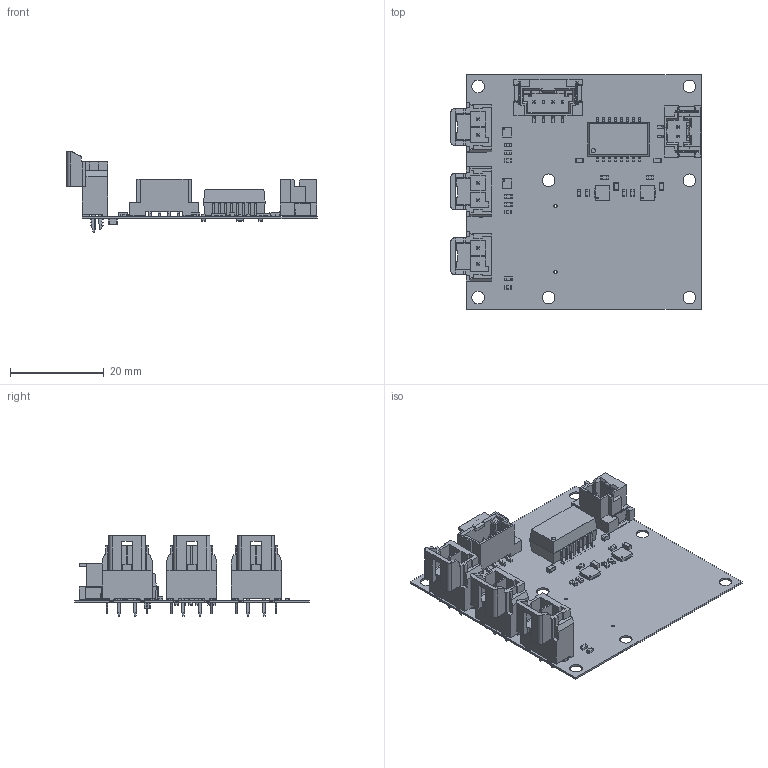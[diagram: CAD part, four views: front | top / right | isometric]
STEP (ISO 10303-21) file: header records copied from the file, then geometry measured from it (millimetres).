
FILE_DESCRIPTION(('Open CASCADE Model'),'2;1');
FILE_NAME('Open CASCADE Shape Model','2017-10-31T23:30:25',('Author'),( 'Open CASCADE'),'Open CASCADE STEP processor 6.8','Open CASCADE 6.8' ,'Unknown');
FILE_SCHEMA(('AUTOMOTIVE_DESIGN { 1 0 10303 214 1 1 1 1 }'));
Length unit declared in the file: millimetre
Products named in the file (122): PCB; Board; R10; 1062933936; Mid_Body; Terminal; Open_CASCADE_STEP_translator_6.8_1.2.1; Mark; XFMR1; 736447968; Open_CASCADE_STEP_translator_6.8_1.1; Body; Leader; R13; 736438368; R12; R11; 736714184; P6; 5600200420; Open CASCADE STEP translator 6.8 1.7.1.1; Open CASCADE STEP translator 6.8 1.7.1.2; U1; 736436960; Open_CASCADE_STEP_translator_6.8_5.1; Open_CASCADE_STEP_translator_6.8_5.2.1; Thermal_Shape; Pin_Shape; Open_CASCADE_STEP_translator_6.8_5.4.1; U2; R5; 736439392; R4; R3; 736439008; R2; R1; R9; R8; R7 ...
Assembly tree (179 placements, depth 5):
  PCB
    Board
    R10
      1062933936
        Mid_Body
        Terminal  x2
          Open_CASCADE_STEP_translator_6.8_1.2.1
        Mark
    XFMR1
      736447968
        Open_CASCADE_STEP_translator_6.8_1.1
        Body
          Open_CASCADE_STEP_translator_6.8_1.2.1
        Leader  x16
    R13
      736438368
        Mid_Body
        Terminal  x2
          Open_CASCADE_STEP_translator_6.8_1.2.1
        Mark
    R12
      1062933936
        Mid_Body
        Terminal  x2
          Open_CASCADE_STEP_translator_6.8_1.2.1
        Mark
    R11
      736714184
        Mid_Body
        Terminal  x2
          Open_CASCADE_STEP_translator_6.8_1.2.1
        Mark
    P6
      5600200420
        Open CASCADE STEP translator 6.8 1.7.1.1
        Open CASCADE STEP translator 6.8 1.7.1.2
    U1
      736436960
        Open_CASCADE_STEP_translator_6.8_5.1
        Body
          Open_CASCADE_STEP_translator_6.8_5.2.1
        Thermal_Shape
        Pin_Shape  x16
          Open_CASCADE_STEP_translator_6.8_5.4.1
    U2
      736436960
        Open_CASCADE_STEP_translator_6.8_5.1
        Body
          Open_CASCADE_STEP_translator_6.8_5.2.1
        Thermal_Shape
        Pin_Shape  x16
          Open_CASCADE_STEP_translator_6.8_5.4.1
    R5
      736439392
        Mid_Body
        Terminal  x2
          Open_CASCADE_STEP_translator_6.8_1.2.1
        Mark
    R4
      736439392
Bounding box: 53.29 x 50 x 17.15 mm (x, y, z)
Volume: 3651.4 mm3; surface area: 10265.7 mm2
Topology: 167 solids, 172 shells, 3041 faces, 7308 edges, 4619 vertices
Faces by surface type: plane 2557, cylinder 410, sphere 70, cone 4
Full cylindrical faces by diameter (mm): 0.263 x2, 0.388 x2, 0.7 x2, 0.9 x1, 1.02 x6, 2.3 x6, 2.7 x7
Entity records: 48935 total; most frequent: CARTESIAN_POINT 7669, DIRECTION 7223, ORIENTED_EDGE 7133, EDGE_CURVE 3568, LINE 3121, VECTOR 3121, VERTEX_POINT 2277, AXIS2_PLACEMENT_3D 2051
